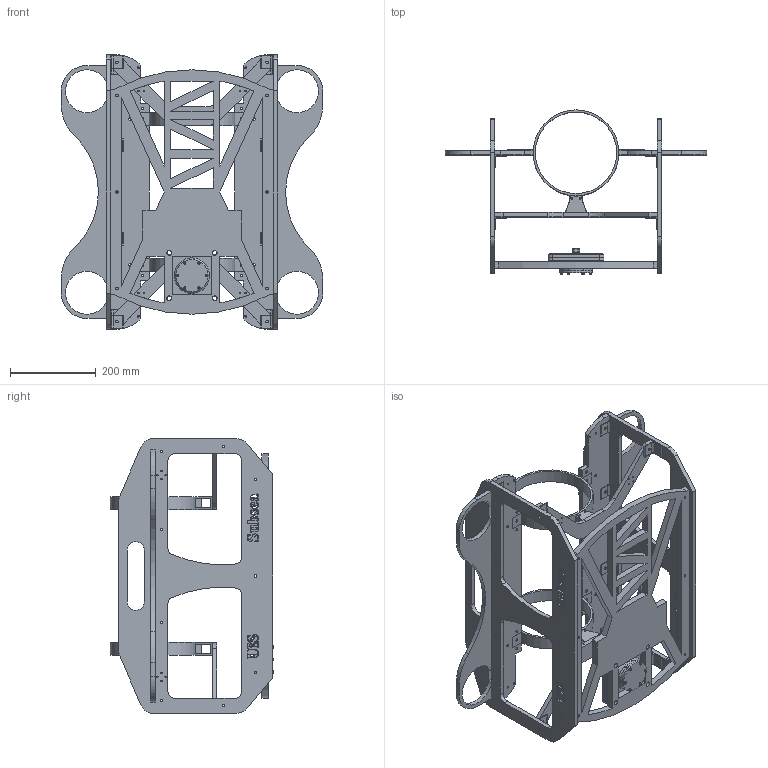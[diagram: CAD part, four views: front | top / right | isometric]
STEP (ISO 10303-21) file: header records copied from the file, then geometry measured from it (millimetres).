
FILE_DESCRIPTION(/* description */ (''),/* implementation_level */ '2;1');
FILE_NAME(/* name */ 'ceb7283e-ed32-42a9-bdb6-1dbfc99f9620.stp',/* time_stamp */ '2023-05-24T14:44:21Z',/* author */ (''),/* organization */ (''),/* preprocessor_version */ 'ST-DEVELOPER v19.2',/* originating_system */ 'Autodesk Translation Framework v12.6.0.85',/* authorisation */ '');
FILE_SCHEMA (('AUTOMOTIVE_DESIGN { 1 0 10303 214 3 1 1 }'));
Products named in the file (19): Ramme concept 4 (Metric)_kopi_til_gutta – K
opi; Bunnplate; Feste elektronikkhus; brackets_firkant; Flat brakett; bracket_croshmesh; Sidevegg; Topplate_V3; Cross stiffener NY; Kamerahus USB kamera; Omnivision OV2710 CMOS CCTV Wide Angle USB Camera v1 (1); PENETRATOR-M-BOLT-6MM-10-25-R2 v1; M3 v1; M3 v1_1; M3 v1_2; M3 v1_3; M3 v1_4; M3 v1_5; Component12
Assembly tree (42 placements, depth 4):
  Ramme concept 4 (Metric)_kopi_til_gutta – K
opi
    Bunnplate
    Sidevegg  x2
    Feste elektronikkhus  x2
    brackets_firkant  x12
    Flat brakett  x4
    bracket_croshmesh  x2
    Topplate_V3  x2
    Cross stiffener NY  x2
    Kamerahus USB kamera
      Omnivision OV2710 CMOS CCTV Wide Angle USB Camera v1 (1)
      PENETRATOR-M-BOLT-6MM-10-25-R2 v1
      M3 v1
        Component12
      M3 v1_1
        Component12
      M3 v1_2
        Component12
      M3 v1_3
        Component12
      M3 v1_4
        Component12
      M3 v1_5
        Component12
Bounding box: 610 x 382.26 x 640 mm (x, y, z)
Volume: 6625237.8 mm3; surface area: 1685254.9 mm2
Topology: 44 solids, 44 shells, 1786 faces, 4858 edges, 3196 vertices
Faces by surface type: plane 786, cylinder 632, bspline 295, cone 54, torus 15, sphere 4
Full cylindrical faces by diameter (mm): 1.5 x2, 1.623 x4, 2 x4, 3 x174, 3.1 x4, 4 x12, 5 x1, 5.58 x6, 5.68 x6, 6 x92, 6.604 x1, 8.051 x7, 8.526 x1, 8.784 x1, 10 x8, 10.2 x8, 10.82 x1, 11.2 x4, 12 x1, 12.5 x1, 14 x2, 15.12 x1, 50 x1, 60 x2, 75 x3, 190 x2
Entity records: 49060 total; most frequent: CARTESIAN_POINT 23191, ORIENTED_EDGE 5432, DIRECTION 4729, EDGE_CURVE 2716, VERTEX_POINT 1778, LINE 1623, VECTOR 1623, AXIS2_PLACEMENT_3D 1553
